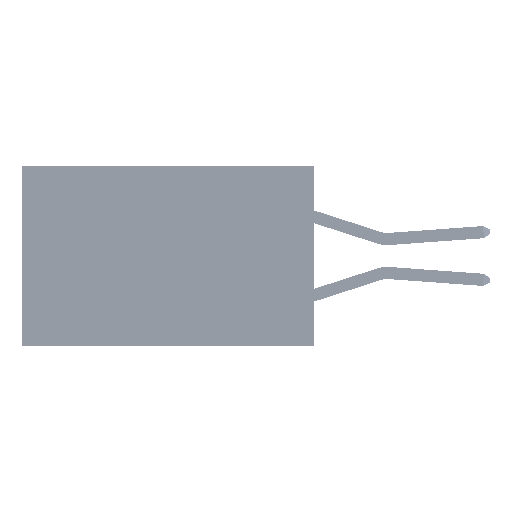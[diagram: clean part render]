
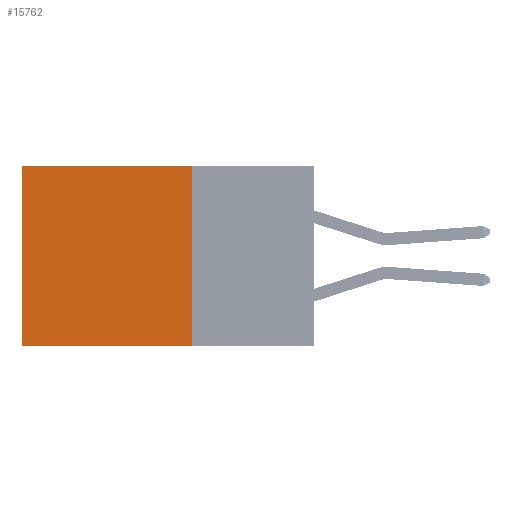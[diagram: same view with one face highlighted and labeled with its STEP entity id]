
A CAD part, left-side view. The second image highlights one B-rep face of the part: STEP entity #15762.
In plain terms, the highlighted planar face has unit normal (-1, 0, 0).
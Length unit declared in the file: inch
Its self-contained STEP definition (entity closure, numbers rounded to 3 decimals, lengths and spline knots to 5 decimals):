
#1726 = CARTESIAN_POINT ( 'NONE',  ( 0.2875, 0.6, -0.37 ) ) ;
#2364 = CARTESIAN_POINT ( 'NONE',  ( 0.2875, 0.6, 0. ) ) ;
#3659 = VECTOR ( 'NONE', #5673, 39.37008 ) ;
#5673 = DIRECTION ( 'NONE',  ( 0., 1., 0. ) ) ;
#6095 = ORIENTED_EDGE ( 'NONE', *, *, #42082, .F. ) ;
#6191 = DIRECTION ( 'NONE',  ( 1., 0., 0. ) ) ;
#8303 = LINE ( 'NONE', #33985, #21671 ) ;
#8945 = AXIS2_PLACEMENT_3D ( 'NONE', #32471, #6191, #32315 ) ;
#9817 = EDGE_CURVE ( 'NONE', #15026, #46115, #39116, .T. ) ;
#11091 = CARTESIAN_POINT ( 'NONE',  ( 0.2875, 0.25, -0.37 ) ) ;
#12901 = EDGE_CURVE ( 'NONE', #22218, #46115, #29206, .T. ) ;
#13260 = CARTESIAN_POINT ( 'NONE',  ( 0.2875, 0.25, 0. ) ) ;
#13472 = CARTESIAN_POINT ( 'NONE',  ( 0.2875, 0.25, -0.37 ) ) ;
#15026 = VERTEX_POINT ( 'NONE', #2364 ) ;
#15762 = ADVANCED_FACE ( 'NONE', ( #45725 ), #24559, .F. ) ;
#19444 = VERTEX_POINT ( 'NONE', #13260 ) ;
#21671 = VECTOR ( 'NONE', #30398, 39.37008 ) ;
#22218 = VERTEX_POINT ( 'NONE', #11091 ) ;
#24559 = PLANE ( 'NONE',  #8945 ) ;
#26231 = ORIENTED_EDGE ( 'NONE', *, *, #29942, .T. ) ;
#26717 = CARTESIAN_POINT ( 'NONE',  ( 0.2875, 0.25, 0. ) ) ;
#26749 = EDGE_LOOP ( 'NONE', ( #39384, #47617, #6095, #26231 ) ) ;
#27367 = CARTESIAN_POINT ( 'NONE',  ( 0.2875, 0.6, 0. ) ) ;
#29206 = LINE ( 'NONE', #13472, #3659 ) ;
#29942 = EDGE_CURVE ( 'NONE', #19444, #15026, #8303, .T. ) ;
#30398 = DIRECTION ( 'NONE',  ( 0., 1., 0. ) ) ;
#30557 = DIRECTION ( 'NONE',  ( 0., 0., -1. ) ) ;
#31718 = LINE ( 'NONE', #26717, #43902 ) ;
#32315 = DIRECTION ( 'NONE',  ( 0., 0., -1. ) ) ;
#32471 = CARTESIAN_POINT ( 'NONE',  ( 0.2875, 0.25, 0. ) ) ;
#33985 = CARTESIAN_POINT ( 'NONE',  ( 0.2875, 0.25, 0. ) ) ;
#39116 = LINE ( 'NONE', #27367, #39663 ) ;
#39384 = ORIENTED_EDGE ( 'NONE', *, *, #9817, .T. ) ;
#39663 = VECTOR ( 'NONE', #46121, 39.37008 ) ;
#42082 = EDGE_CURVE ( 'NONE', #19444, #22218, #31718, .T. ) ;
#43902 = VECTOR ( 'NONE', #30557, 39.37008 ) ;
#45725 = FACE_OUTER_BOUND ( 'NONE', #26749, .T. ) ;
#46115 = VERTEX_POINT ( 'NONE', #1726 ) ;
#46121 = DIRECTION ( 'NONE',  ( 0., 0., -1. ) ) ;
#47617 = ORIENTED_EDGE ( 'NONE', *, *, #12901, .F. ) ;
